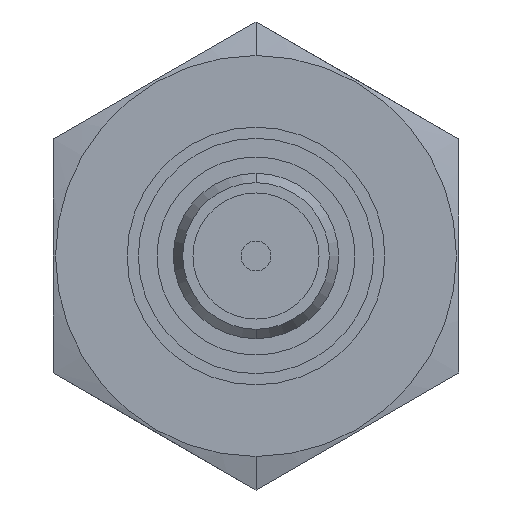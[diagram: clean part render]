
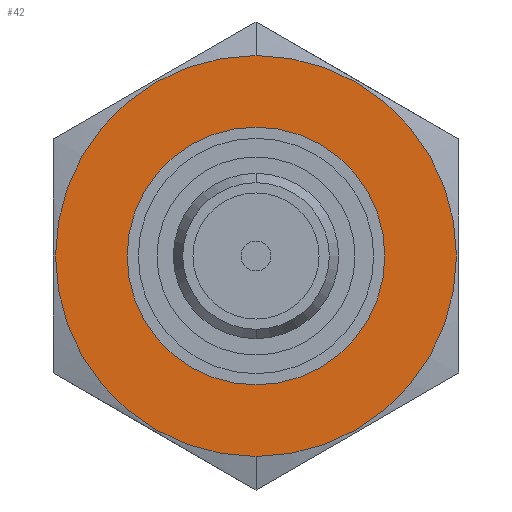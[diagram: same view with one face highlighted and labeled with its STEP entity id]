
A CAD part, left-side view. The second image highlights one B-rep face of the part: STEP entity #42.
In plain terms, the highlighted planar face has unit normal (-1, 0, 0).
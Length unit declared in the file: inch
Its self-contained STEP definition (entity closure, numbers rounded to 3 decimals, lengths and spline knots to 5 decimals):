
#15 = ORIENTED_EDGE ( 'NONE', *, *, #3338, .F. ) ;
#16 = EDGE_LOOP ( 'NONE', ( #15, #41 ) ) ;
#19 = EDGE_LOOP ( 'NONE', ( #74, #3339 ) ) ;
#30 = EDGE_CURVE ( 'NONE', #2909, #2885, #2086, .T. ) ;
#41 = ORIENTED_EDGE ( 'NONE', *, *, #2884, .F. ) ;
#42 = ADVANCED_FACE ( 'NONE', ( #2108, #2107 ), #2104, .F. ) ;
#74 = ORIENTED_EDGE ( 'NONE', *, *, #30, .T. ) ;
#527 = CARTESIAN_POINT ( 'NONE',  ( 0., 0., 0.125 ) ) ;
#559 = CARTESIAN_POINT ( 'NONE',  ( 0., 0., 0.21468 ) ) ;
#613 = AXIS2_PLACEMENT_3D ( 'NONE', #652, #651, #650 ) ;
#626 = CIRCLE ( 'NONE', #613, 0.21468 ) ;
#650 = DIRECTION ( 'NONE',  ( 0., 0., 1. ) ) ;
#651 = DIRECTION ( 'NONE',  ( -1., 0., 0. ) ) ;
#652 = CARTESIAN_POINT ( 'NONE',  ( 0., 0., 0. ) ) ;
#677 = CARTESIAN_POINT ( 'NONE',  ( 0., 0., -0.21468 ) ) ;
#1440 = AXIS2_PLACEMENT_3D ( 'NONE', #1474, #1470, #1469 ) ;
#1447 = CIRCLE ( 'NONE', #1440, 0.125 ) ;
#1469 = DIRECTION ( 'NONE',  ( 0., 0., -1. ) ) ;
#1470 = DIRECTION ( 'NONE',  ( -1., 0., 0. ) ) ;
#1474 = CARTESIAN_POINT ( 'NONE',  ( 0., 0., 0. ) ) ;
#1985 = CARTESIAN_POINT ( 'NONE',  ( 0., 0., 0. ) ) ;
#1986 = DIRECTION ( 'NONE',  ( -1., 0., 0. ) ) ;
#1987 = DIRECTION ( 'NONE',  ( 0., 0., -1. ) ) ;
#2085 = CARTESIAN_POINT ( 'NONE',  ( 0., 0., 0. ) ) ;
#2086 = CIRCLE ( 'NONE', #2132, 0.21468 ) ;
#2104 = PLANE ( 'NONE',  #2105 ) ;
#2105 = AXIS2_PLACEMENT_3D ( 'NONE', #2117, #2156, #2155 ) ;
#2107 = FACE_BOUND ( 'NONE', #16, .T. ) ;
#2108 = FACE_OUTER_BOUND ( 'NONE', #19, .T. ) ;
#2117 = CARTESIAN_POINT ( 'NONE',  ( 0., 0., 0.25057 ) ) ;
#2130 = DIRECTION ( 'NONE',  ( 0., 0., 1. ) ) ;
#2131 = DIRECTION ( 'NONE',  ( -1., 0., 0. ) ) ;
#2132 = AXIS2_PLACEMENT_3D ( 'NONE', #2085, #2131, #2130 ) ;
#2155 = DIRECTION ( 'NONE',  ( 0., 0., -1. ) ) ;
#2156 = DIRECTION ( 'NONE',  ( 1., 0., 0. ) ) ;
#2302 = AXIS2_PLACEMENT_3D ( 'NONE', #1985, #1986, #1987 ) ;
#2305 = CIRCLE ( 'NONE', #2302, 0.125 ) ;
#2327 = CARTESIAN_POINT ( 'NONE',  ( 0., 0., -0.125 ) ) ;
#2852 = VERTEX_POINT ( 'NONE', #527 ) ;
#2881 = VERTEX_POINT ( 'NONE', #2327 ) ;
#2884 = EDGE_CURVE ( 'NONE', #2852, #2881, #2305, .T. ) ;
#2885 = VERTEX_POINT ( 'NONE', #559 ) ;
#2894 = EDGE_CURVE ( 'NONE', #2885, #2909, #626, .T. ) ;
#2909 = VERTEX_POINT ( 'NONE', #677 ) ;
#3338 = EDGE_CURVE ( 'NONE', #2881, #2852, #1447, .T. ) ;
#3339 = ORIENTED_EDGE ( 'NONE', *, *, #2894, .T. ) ;
